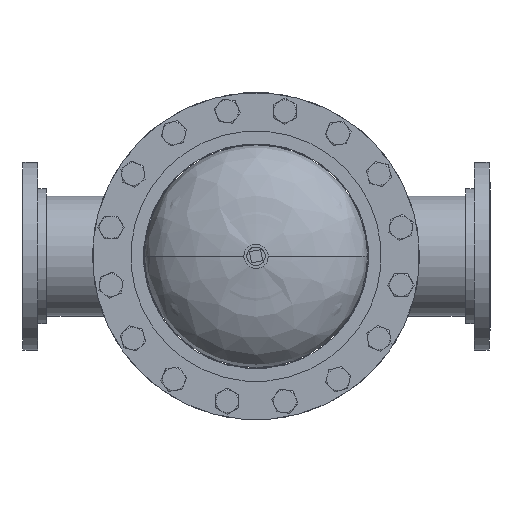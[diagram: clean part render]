
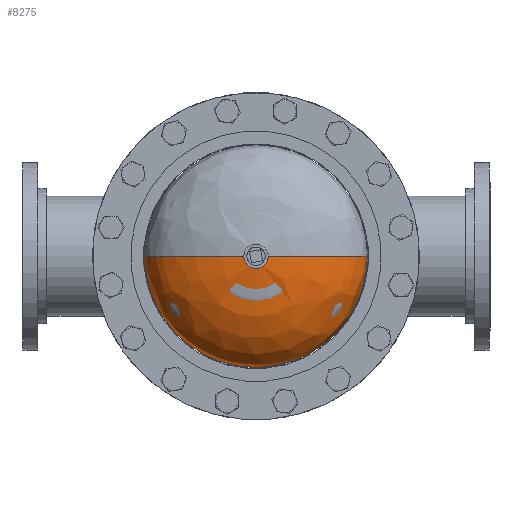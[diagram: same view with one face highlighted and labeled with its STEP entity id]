
A CAD part, front view. The second image highlights one B-rep face of the part: STEP entity #8275.
In plain terms, the highlighted free-form (B-spline) face has degree [3, 3] with [4, 4] control points.
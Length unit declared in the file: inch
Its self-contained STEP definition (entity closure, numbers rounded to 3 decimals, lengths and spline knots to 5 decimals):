
#86 = VERTEX_POINT ( 'NONE', #11802 ) ;
#182 = CIRCLE ( 'NONE', #14471, 8. ) ;
#624 = ORIENTED_EDGE ( 'NONE', *, *, #16244, .F. ) ;
#729 = CARTESIAN_POINT ( 'NONE',  ( 0., 4.54417, 0. ) ) ;
#938 = CARTESIAN_POINT ( 'NONE',  ( 8., 2.71168, -16. ) ) ;
#1013 = ORIENTED_EDGE ( 'NONE', *, *, #4397, .F. ) ;
#1422 = VERTEX_POINT ( 'NONE', #7052 ) ;
#2328 = VERTEX_POINT ( 'NONE', #13444 ) ;
#2548 = ORIENTED_EDGE ( 'NONE', *, *, #11219, .T. ) ;
#2611 = CARTESIAN_POINT ( 'NONE',  ( -0.75, 4.54417, -1.5 ) ) ;
#2798 = AXIS2_PLACEMENT_3D ( 'NONE', #10011, #3315, #5777 ) ;
#3315 = DIRECTION ( 'NONE',  ( 0., -1., 0. ) ) ;
#3318 = DIRECTION ( 'NONE',  ( 0., -1., 0. ) ) ;
#3530 =( BOUNDED_CURVE ( )  B_SPLINE_CURVE ( 3, ( #12553, #4930, #3603, #15372 ),
 .UNSPECIFIED., .F., .T. ) 
 B_SPLINE_CURVE_WITH_KNOTS ( ( 4, 4 ),
 ( 1.66468, 3.14159 ),
 .UNSPECIFIED. ) 
 CURVE ( )  GEOMETRIC_REPRESENTATION_ITEM ( )  RATIONAL_B_SPLINE_CURVE ( ( 1., 0.826, 0.826, 1. ) ) 
 REPRESENTATION_ITEM ( '' )  );
#3603 = CARTESIAN_POINT ( 'NONE',  ( -8., 2.71168, 0. ) ) ;
#3624 = CARTESIAN_POINT ( 'NONE',  ( 0., 4.54417, -0.75 ) ) ;
#3899 = DIRECTION ( 'NONE',  ( 0., 0., -1. ) ) ;
#4126 = DIRECTION ( 'NONE',  ( 0., 0., -1. ) ) ;
#4135 = VERTEX_POINT ( 'NONE', #4734 ) ;
#4397 = EDGE_CURVE ( 'NONE', #4135, #86, #16359, .T. ) ;
#4734 = CARTESIAN_POINT ( 'NONE',  ( 0., 0.5125, -8. ) ) ;
#4758 = EDGE_CURVE ( 'NONE', #10148, #14243, #14403, .T. ) ;
#4930 = CARTESIAN_POINT ( 'NONE',  ( -5.07546, 4.33799, 0. ) ) ;
#4996 = CARTESIAN_POINT ( 'NONE',  ( 5.07546, 4.33799, -10.15091 ) ) ;
#5171 = CARTESIAN_POINT ( 'NONE',  ( 8., 0.5125, -16. ) ) ;
#5777 = DIRECTION ( 'NONE',  ( 1., 0., 0. ) ) ;
#6096 = DIRECTION ( 'NONE',  ( 0., -1., 0. ) ) ;
#6389 = CARTESIAN_POINT ( 'NONE',  ( 0.75, 4.54417, 0. ) ) ;
#6402 = CARTESIAN_POINT ( 'NONE',  ( -8., 2.71168, 0. ) ) ;
#6430 = CIRCLE ( 'NONE', #2798, 0.75 ) ;
#7029 =( BOUNDED_CURVE ( )  B_SPLINE_CURVE ( 3, ( #6389, #9210, #17163, #16113 ),
 .UNSPECIFIED., .F., .T. ) 
 B_SPLINE_CURVE_WITH_KNOTS ( ( 4, 4 ),
 ( 1.66468, 3.14159 ),
 .UNSPECIFIED. ) 
 CURVE ( )  GEOMETRIC_REPRESENTATION_ITEM ( )  RATIONAL_B_SPLINE_CURVE ( ( 1., 0.826, 0.826, 1. ) ) 
 REPRESENTATION_ITEM ( '' )  );
#7052 = CARTESIAN_POINT ( 'NONE',  ( 0.75, 4.54417, 0. ) ) ;
#7623 = CARTESIAN_POINT ( 'NONE',  ( 0.75, 4.54417, 0. ) ) ;
#7988 = CARTESIAN_POINT ( 'NONE',  ( -8., 0.5125, 0. ) ) ;
#8275 = ADVANCED_FACE ( 'NONE', ( #9296 ), #13624, .F. ) ;
#9210 = CARTESIAN_POINT ( 'NONE',  ( 5.07546, 4.33799, 0. ) ) ;
#9296 = FACE_OUTER_BOUND ( 'NONE', #15872, .T. ) ;
#10011 = CARTESIAN_POINT ( 'NONE',  ( 0., 4.54417, 0. ) ) ;
#10148 = VERTEX_POINT ( 'NONE', #11253 ) ;
#10478 = AXIS2_PLACEMENT_3D ( 'NONE', #14100, #3318, #4126 ) ;
#10485 = CARTESIAN_POINT ( 'NONE',  ( 0., 0.5125, 0. ) ) ;
#10610 = CARTESIAN_POINT ( 'NONE',  ( 8., 0.5125, 0. ) ) ;
#11219 = EDGE_CURVE ( 'NONE', #14243, #1422, #6430, .T. ) ;
#11253 = CARTESIAN_POINT ( 'NONE',  ( -0.75, 4.54417, 0. ) ) ;
#11566 = CARTESIAN_POINT ( 'NONE',  ( 0.75, 4.54417, -1.5 ) ) ;
#11655 = CARTESIAN_POINT ( 'NONE',  ( -5.07546, 4.33799, -10.15091 ) ) ;
#11737 = CARTESIAN_POINT ( 'NONE',  ( -8., 2.71168, -16. ) ) ;
#11767 = ORIENTED_EDGE ( 'NONE', *, *, #15805, .T. ) ;
#11802 = CARTESIAN_POINT ( 'NONE',  ( 8., 0.5125, 0. ) ) ;
#11912 = CARTESIAN_POINT ( 'NONE',  ( -5.07546, 4.33799, 0. ) ) ;
#12356 = EDGE_CURVE ( 'NONE', #10148, #2328, #3530, .T. ) ;
#12512 = ORIENTED_EDGE ( 'NONE', *, *, #4758, .T. ) ;
#12553 = CARTESIAN_POINT ( 'NONE',  ( -0.75, 4.54417, 0. ) ) ;
#12968 = CARTESIAN_POINT ( 'NONE',  ( 5.07546, 4.33799, 0. ) ) ;
#13136 = CARTESIAN_POINT ( 'NONE',  ( -0.75, 4.54417, 0. ) ) ;
#13444 = CARTESIAN_POINT ( 'NONE',  ( -8., 0.5125, 0. ) ) ;
#13624 =( BOUNDED_SURFACE ( )  B_SPLINE_SURFACE ( 3, 3, ( 
 ( #13136, #2611, #11566, #7623 ),
 ( #11912, #11655, #4996, #12968 ),
 ( #6402, #11737, #938, #14643 ),
 ( #7988, #17179, #5171, #10610 ) ),
 .UNSPECIFIED., .F., .F., .T. ) 
 B_SPLINE_SURFACE_WITH_KNOTS ( ( 4, 4 ),
 ( 4, 4 ),
 ( 0., 1. ),
 ( 0., 1. ),
 .UNSPECIFIED. ) 
 GEOMETRIC_REPRESENTATION_ITEM ( )  RATIONAL_B_SPLINE_SURFACE ( (
 ( 1., 0.333, 0.333, 1.),
 ( 0.826, 0.275, 0.275, 0.826),
 ( 0.826, 0.275, 0.275, 0.826),
 ( 1., 0.333, 0.333, 1.) ) ) 
 REPRESENTATION_ITEM ( '' )  SURFACE ( )  );
#14100 = CARTESIAN_POINT ( 'NONE',  ( 0., 0.5125, 0. ) ) ;
#14243 = VERTEX_POINT ( 'NONE', #3624 ) ;
#14403 = CIRCLE ( 'NONE', #15252, 0.75 ) ;
#14471 = AXIS2_PLACEMENT_3D ( 'NONE', #10485, #15733, #3899 ) ;
#14643 = CARTESIAN_POINT ( 'NONE',  ( 8., 2.71168, 0. ) ) ;
#15129 = DIRECTION ( 'NONE',  ( 1., 0., 0. ) ) ;
#15252 = AXIS2_PLACEMENT_3D ( 'NONE', #729, #6096, #15129 ) ;
#15372 = CARTESIAN_POINT ( 'NONE',  ( -8., 0.5125, 0. ) ) ;
#15733 = DIRECTION ( 'NONE',  ( 0., -1., 0. ) ) ;
#15805 = EDGE_CURVE ( 'NONE', #1422, #86, #7029, .T. ) ;
#15872 = EDGE_LOOP ( 'NONE', ( #17141, #12512, #2548, #11767, #1013, #624 ) ) ;
#16113 = CARTESIAN_POINT ( 'NONE',  ( 8., 0.5125, 0. ) ) ;
#16244 = EDGE_CURVE ( 'NONE', #2328, #4135, #182, .T. ) ;
#16359 = CIRCLE ( 'NONE', #10478, 8. ) ;
#17141 = ORIENTED_EDGE ( 'NONE', *, *, #12356, .F. ) ;
#17163 = CARTESIAN_POINT ( 'NONE',  ( 8., 2.71168, 0. ) ) ;
#17179 = CARTESIAN_POINT ( 'NONE',  ( -8., 0.5125, -16. ) ) ;
